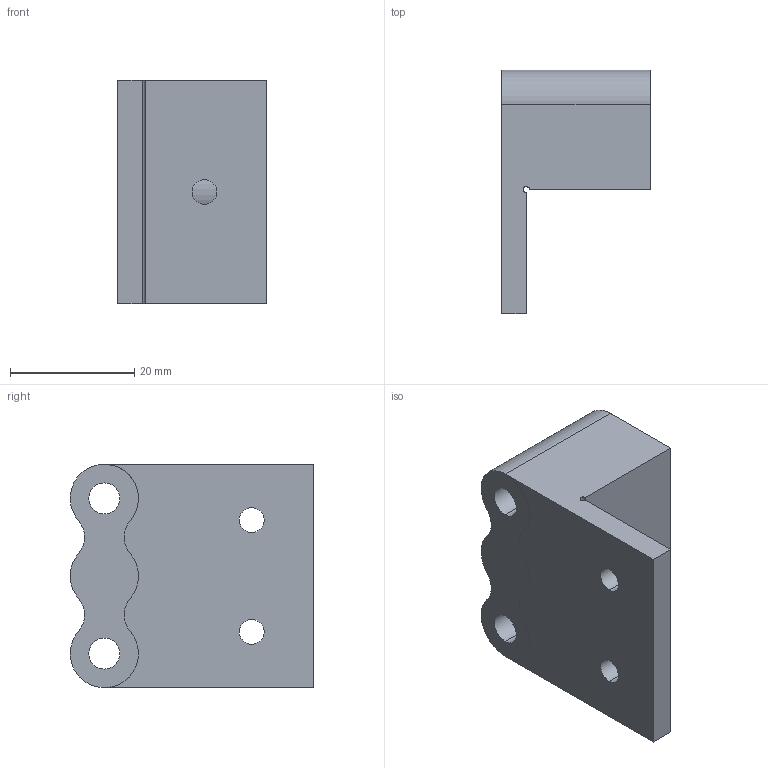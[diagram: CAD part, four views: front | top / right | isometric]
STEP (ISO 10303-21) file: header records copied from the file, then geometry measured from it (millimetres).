
FILE_DESCRIPTION (( 'STEP AP214' ), '1' );
FILE_NAME ('Hermera Dock.STEP', '2021-08-15T09:25:26', ( '' ), ( '' ), 'SwSTEP 2.0', 'SolidWorks 2020', '' );
FILE_SCHEMA (( 'AUTOMOTIVE_DESIGN' ));
Length unit declared in the file: millimetre
Products named in the file (1): Hermera Dock
Bounding box: 24 x 39.25 x 36 mm (x, y, z)
Volume: 17052 mm3; surface area: 8630.6 mm2
Topology: 2 solids, 2 shells, 42 faces, 111 edges, 74 vertices
Faces by surface type: cylinder 31, plane 11
Entity records: 1454 total; most frequent: CARTESIAN_POINT 298, DIRECTION 249, ORIENTED_EDGE 222, EDGE_CURVE 111, AXIS2_PLACEMENT_3D 101, VERTEX_POINT 74, CIRCLE 58, EDGE_LOOP 53
